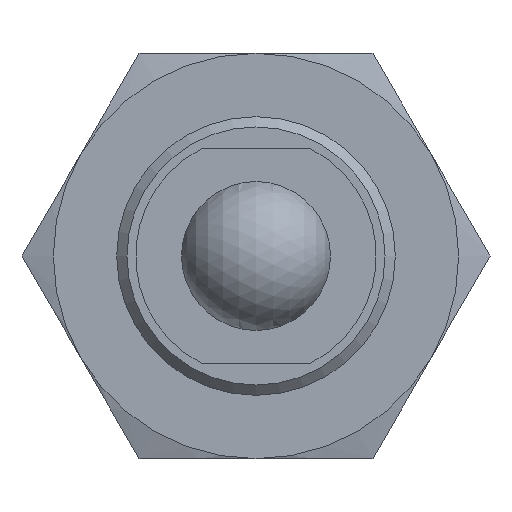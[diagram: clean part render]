
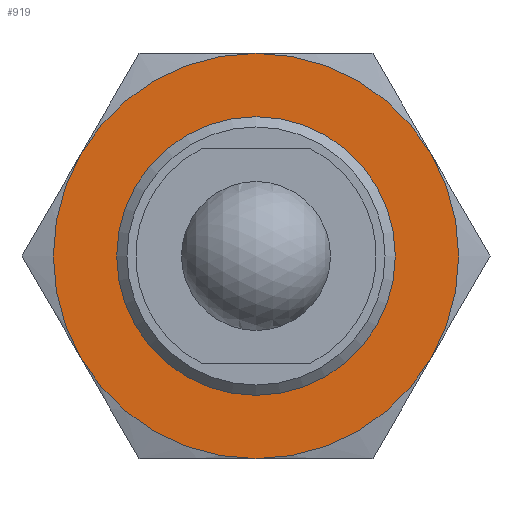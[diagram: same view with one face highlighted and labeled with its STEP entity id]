
A CAD part, left-side view. The second image highlights one B-rep face of the part: STEP entity #919.
In plain terms, the highlighted planar face has unit normal (-1, 0, 0).
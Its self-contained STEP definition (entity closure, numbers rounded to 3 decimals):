
#25=PLANE('',#1020);
#104=CIRCLE('',#995,16.);
#105=CIRCLE('',#997,16.);
#106=CIRCLE('',#999,16.);
#107=CIRCLE('',#1001,16.);
#108=CIRCLE('',#1003,16.);
#117=CIRCLE('',#1019,11.);
#118=CIRCLE('',#1021,16.);
#200=ORIENTED_EDGE('',*,*,#418,.F.);
#201=ORIENTED_EDGE('',*,*,#420,.F.);
#202=ORIENTED_EDGE('',*,*,#423,.F.);
#203=ORIENTED_EDGE('',*,*,#443,.F.);
#204=ORIENTED_EDGE('',*,*,#413,.F.);
#205=ORIENTED_EDGE('',*,*,#414,.F.);
#206=ORIENTED_EDGE('',*,*,#442,.T.);
#413=EDGE_CURVE('',#538,#536,#104,.T.);
#414=EDGE_CURVE('',#539,#538,#105,.T.);
#418=EDGE_CURVE('',#542,#539,#106,.T.);
#420=EDGE_CURVE('',#543,#542,#107,.T.);
#423=EDGE_CURVE('',#545,#543,#108,.T.);
#442=EDGE_CURVE('',#559,#559,#117,.T.);
#443=EDGE_CURVE('',#536,#545,#118,.T.);
#536=VERTEX_POINT('',#1412);
#538=VERTEX_POINT('',#1418);
#539=VERTEX_POINT('',#1422);
#542=VERTEX_POINT('',#1438);
#543=VERTEX_POINT('',#1446);
#545=VERTEX_POINT('',#1458);
#559=VERTEX_POINT('',#1504);
#686=EDGE_LOOP('',(#200,#201,#202,#203,#204,#205));
#687=EDGE_LOOP('',(#206));
#790=FACE_BOUND('',#686,.T.);
#791=FACE_BOUND('',#687,.T.);
#919=ADVANCED_FACE('',(#790,#791),#25,.F.);
#995=AXIS2_PLACEMENT_3D('',#1419,#1128,#1129);
#997=AXIS2_PLACEMENT_3D('',#1421,#1132,#1133);
#999=AXIS2_PLACEMENT_3D('',#1439,#1136,#1137);
#1001=AXIS2_PLACEMENT_3D('',#1445,#1140,#1141);
#1003=AXIS2_PLACEMENT_3D('',#1457,#1144,#1145);
#1019=AXIS2_PLACEMENT_3D('',#1503,#1184,#1185);
#1020=AXIS2_PLACEMENT_3D('',#1505,#1186,#1187);
#1021=AXIS2_PLACEMENT_3D('',#1506,#1188,#1189);
#1128=DIRECTION('',(1.,0.,0.));
#1129=DIRECTION('',(0.,0.,-1.));
#1132=DIRECTION('',(1.,0.,0.));
#1133=DIRECTION('',(0.,0.,-1.));
#1136=DIRECTION('',(1.,0.,0.));
#1137=DIRECTION('',(0.,0.,-1.));
#1140=DIRECTION('',(1.,0.,0.));
#1141=DIRECTION('',(0.,0.,-1.));
#1144=DIRECTION('',(1.,0.,0.));
#1145=DIRECTION('',(0.,0.,-1.));
#1184=DIRECTION('',(1.,0.,0.));
#1185=DIRECTION('',(0.,0.,-1.));
#1186=DIRECTION('',(1.,0.,0.));
#1187=DIRECTION('',(0.,0.,-1.));
#1188=DIRECTION('',(1.,0.,0.));
#1189=DIRECTION('',(0.,0.,-1.));
#1412=CARTESIAN_POINT('',(28.3,-13.856,8.));
#1418=CARTESIAN_POINT('',(28.3,0.,16.));
#1419=CARTESIAN_POINT('',(28.3,0.,0.));
#1421=CARTESIAN_POINT('',(28.3,0.,0.));
#1422=CARTESIAN_POINT('',(28.3,13.856,8.));
#1438=CARTESIAN_POINT('',(28.3,13.856,-8.));
#1439=CARTESIAN_POINT('',(28.3,0.,0.));
#1445=CARTESIAN_POINT('',(28.3,0.,0.));
#1446=CARTESIAN_POINT('',(28.3,0.,-16.));
#1457=CARTESIAN_POINT('',(28.3,0.,0.));
#1458=CARTESIAN_POINT('',(28.3,-13.856,-8.));
#1503=CARTESIAN_POINT('',(28.3,0.,0.));
#1504=CARTESIAN_POINT('',(28.3,0.,-11.));
#1505=CARTESIAN_POINT('',(28.3,11.,0.));
#1506=CARTESIAN_POINT('',(28.3,0.,0.));
